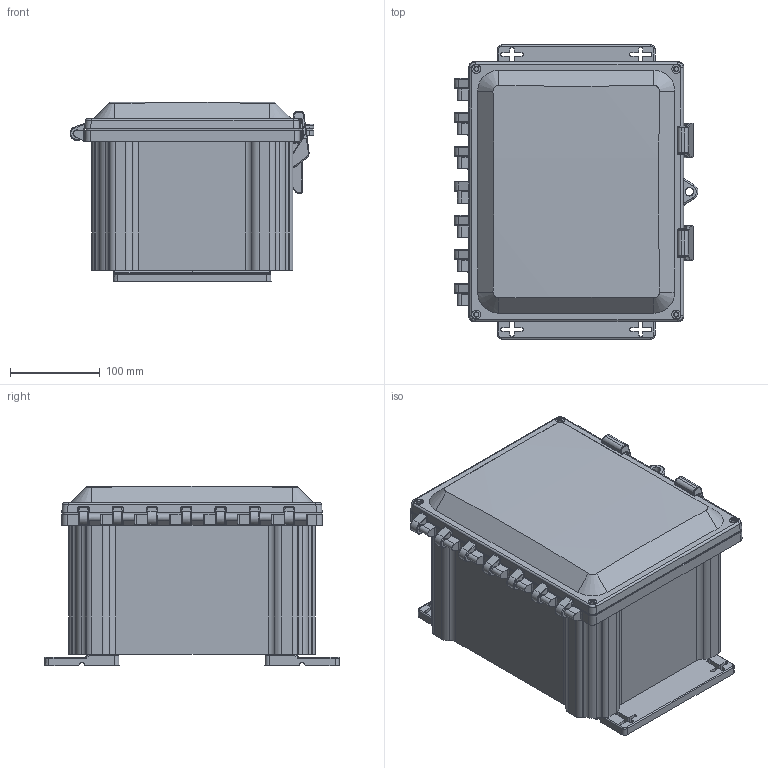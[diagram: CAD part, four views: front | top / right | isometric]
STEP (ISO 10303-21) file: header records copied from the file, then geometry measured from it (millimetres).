
FILE_DESCRIPTION (( 'STEP AP214' ), '1' );
FILE_NAME ('AHF1086C.STEP', '2024-03-07T11:30:15', ( '' ), ( '' ), 'SwSTEP 2.0', 'SolidWorks 2023', '' );
FILE_SCHEMA (( 'AUTOMOTIVE_DESIGN' ));
Length unit declared in the file: inch
Products named in the file (1): AHF1086C
Bounding box: 271.18 x 327.46 x 199.42 mm (x, y, z)
Volume: 1697821.5 mm3; surface area: 739671.8 mm2
Topology: 6 solids, 6 shells, 1625 faces, 4106 edges, 2536 vertices
Faces by surface type: plane 550, cylinder 506, bspline 408, cone 87, torus 64, sphere 10
Full cylindrical faces by diameter (mm): 4.76 x16, 4.953 x4, 5.08 x4, 6.35 x6, 6.858 x2, 7.112 x4, 7.937 x7, 8.319 x7, 9.525 x1, 9.906 x4, 11.43 x1, 12.38 x16, 15.88 x4
Entity records: 73510 total; most frequent: CARTESIAN_POINT 39807, ORIENTED_EDGE 7936, DIRECTION 5419, EDGE_CURVE 3968, VERTEX_POINT 2496, LINE 1827, VECTOR 1827, EDGE_LOOP 1808
